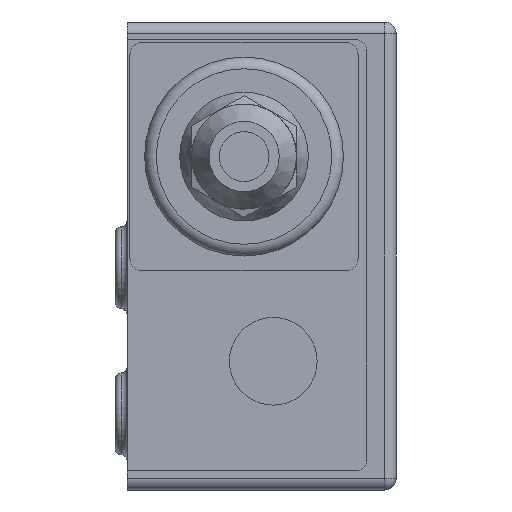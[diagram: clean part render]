
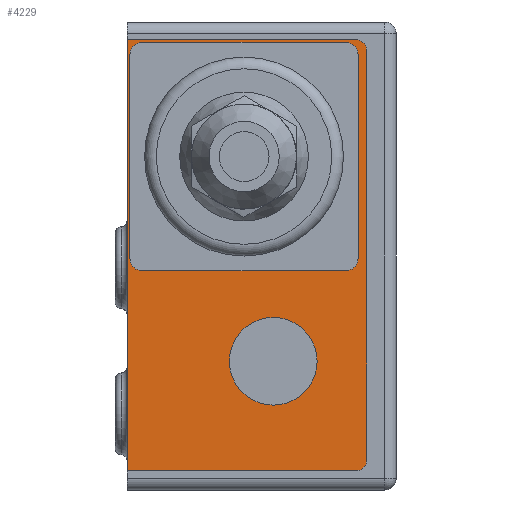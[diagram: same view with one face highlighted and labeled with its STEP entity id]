
A CAD part, front view. The second image highlights one B-rep face of the part: STEP entity #4229.
In plain terms, the highlighted planar face has unit normal (0, -1, 0).
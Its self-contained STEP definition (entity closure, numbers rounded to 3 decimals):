
#87=FACE_BOUND('',#678,.T.);
#88=FACE_BOUND('',#679,.T.);
#202=PLANE('',#4641);
#418=FACE_OUTER_BOUND('',#677,.T.);
#677=EDGE_LOOP('',(#3525,#3526,#3527,#3528,#3529,#3530));
#678=EDGE_LOOP('',(#3531,#3532,#3533,#3534,#3535,#3536,#3537,#3538));
#679=EDGE_LOOP('',(#3539,#3540));
#872=LINE('',#6357,#1263);
#964=LINE('',#6835,#1355);
#968=LINE('',#6847,#1359);
#972=LINE('',#6859,#1363);
#976=LINE('',#6870,#1367);
#981=LINE('',#6889,#1372);
#985=LINE('',#6901,#1376);
#988=LINE('',#6910,#1379);
#1263=VECTOR('',#5120,10.);
#1355=VECTOR('',#5488,10.);
#1359=VECTOR('',#5500,10.);
#1363=VECTOR('',#5512,10.);
#1367=VECTOR('',#5524,10.);
#1372=VECTOR('',#5545,10.);
#1376=VECTOR('',#5557,10.);
#1379=VECTOR('',#5568,10.);
#1704=CIRCLE('',#4610,2.);
#1706=CIRCLE('',#4614,2.);
#1708=CIRCLE('',#4618,2.);
#1710=CIRCLE('',#4622,2.);
#1712=CIRCLE('',#4627,7.5);
#1713=CIRCLE('',#4628,7.5);
#1717=CIRCLE('',#4635,2.);
#1719=CIRCLE('',#4639,2.);
#1855=VERTEX_POINT('',#6326);
#1870=VERTEX_POINT('',#6355);
#2000=VERTEX_POINT('',#6825);
#2001=VERTEX_POINT('',#6826);
#2004=VERTEX_POINT('',#6834);
#2006=VERTEX_POINT('',#6840);
#2008=VERTEX_POINT('',#6846);
#2010=VERTEX_POINT('',#6852);
#2012=VERTEX_POINT('',#6858);
#2014=VERTEX_POINT('',#6864);
#2016=VERTEX_POINT('',#6874);
#2017=VERTEX_POINT('',#6875);
#2021=VERTEX_POINT('',#6887);
#2023=VERTEX_POINT('',#6893);
#2025=VERTEX_POINT('',#6899);
#2027=VERTEX_POINT('',#6905);
#2328=EDGE_CURVE('',#1870,#1855,#872,.T.);
#2520=EDGE_CURVE('',#2000,#2001,#1704,.T.);
#2524=EDGE_CURVE('',#2001,#2004,#964,.T.);
#2527=EDGE_CURVE('',#2004,#2006,#1706,.T.);
#2530=EDGE_CURVE('',#2006,#2008,#968,.T.);
#2533=EDGE_CURVE('',#2008,#2010,#1708,.T.);
#2536=EDGE_CURVE('',#2010,#2012,#972,.T.);
#2539=EDGE_CURVE('',#2012,#2014,#1710,.T.);
#2542=EDGE_CURVE('',#2014,#2000,#976,.T.);
#2544=EDGE_CURVE('',#2016,#2017,#1712,.T.);
#2545=EDGE_CURVE('',#2017,#2016,#1713,.T.);
#2551=EDGE_CURVE('',#2021,#1870,#981,.T.);
#2554=EDGE_CURVE('',#2023,#2021,#1717,.T.);
#2557=EDGE_CURVE('',#2025,#2023,#985,.T.);
#2560=EDGE_CURVE('',#2027,#2025,#1719,.T.);
#2562=EDGE_CURVE('',#1855,#2027,#988,.T.);
#3525=ORIENTED_EDGE('',*,*,#2562,.F.);
#3526=ORIENTED_EDGE('',*,*,#2328,.F.);
#3527=ORIENTED_EDGE('',*,*,#2551,.F.);
#3528=ORIENTED_EDGE('',*,*,#2554,.F.);
#3529=ORIENTED_EDGE('',*,*,#2557,.F.);
#3530=ORIENTED_EDGE('',*,*,#2560,.F.);
#3531=ORIENTED_EDGE('',*,*,#2520,.T.);
#3532=ORIENTED_EDGE('',*,*,#2524,.T.);
#3533=ORIENTED_EDGE('',*,*,#2527,.T.);
#3534=ORIENTED_EDGE('',*,*,#2530,.T.);
#3535=ORIENTED_EDGE('',*,*,#2533,.T.);
#3536=ORIENTED_EDGE('',*,*,#2536,.T.);
#3537=ORIENTED_EDGE('',*,*,#2539,.T.);
#3538=ORIENTED_EDGE('',*,*,#2542,.T.);
#3539=ORIENTED_EDGE('',*,*,#2544,.T.);
#3540=ORIENTED_EDGE('',*,*,#2545,.T.);
#4229=ADVANCED_FACE('',(#418,#87,#88),#202,.T.);
#4610=AXIS2_PLACEMENT_3D('',#6827,#5480,#5481);
#4614=AXIS2_PLACEMENT_3D('',#6841,#5493,#5494);
#4618=AXIS2_PLACEMENT_3D('',#6853,#5505,#5506);
#4622=AXIS2_PLACEMENT_3D('',#6865,#5517,#5518);
#4627=AXIS2_PLACEMENT_3D('',#6876,#5530,#5531);
#4628=AXIS2_PLACEMENT_3D('',#6877,#5532,#5533);
#4635=AXIS2_PLACEMENT_3D('',#6895,#5551,#5552);
#4639=AXIS2_PLACEMENT_3D('',#6907,#5563,#5564);
#4641=AXIS2_PLACEMENT_3D('',#6911,#5569,#5570);
#5120=DIRECTION('',(0.,0.,1.));
#5480=DIRECTION('center_axis',(0.,1.,0.));
#5481=DIRECTION('ref_axis',(-1.,0.,0.));
#5488=DIRECTION('',(0.,0.,1.));
#5493=DIRECTION('center_axis',(0.,1.,0.));
#5494=DIRECTION('ref_axis',(0.,0.,1.));
#5500=DIRECTION('',(1.,0.,0.));
#5505=DIRECTION('center_axis',(0.,1.,0.));
#5506=DIRECTION('ref_axis',(1.,0.,0.));
#5512=DIRECTION('',(0.,0.,-1.));
#5517=DIRECTION('center_axis',(0.,1.,0.));
#5518=DIRECTION('ref_axis',(0.,0.,-1.));
#5524=DIRECTION('',(-1.,0.,0.));
#5530=DIRECTION('center_axis',(0.,1.,0.));
#5531=DIRECTION('ref_axis',(1.,0.,0.));
#5532=DIRECTION('center_axis',(0.,1.,0.));
#5533=DIRECTION('ref_axis',(1.,0.,0.));
#5545=DIRECTION('',(-1.,0.,0.));
#5551=DIRECTION('center_axis',(0.,1.,0.));
#5552=DIRECTION('ref_axis',(0.,0.,-1.));
#5557=DIRECTION('',(0.,0.,-1.));
#5563=DIRECTION('center_axis',(0.,1.,0.));
#5564=DIRECTION('ref_axis',(1.,0.,0.));
#5568=DIRECTION('',(1.,0.,0.));
#5569=DIRECTION('center_axis',(0.,-1.,0.));
#5570=DIRECTION('ref_axis',(0.,0.,-1.));
#6326=CARTESIAN_POINT('',(0.,-29.5,37.));
#6355=CARTESIAN_POINT('',(0.,-29.5,-36.74));
#6357=CARTESIAN_POINT('',(0.,-29.5,0.065));
#6825=CARTESIAN_POINT('',(2.5,-29.5,-2.5));
#6826=CARTESIAN_POINT('',(0.5,-29.5,-0.5));
#6827=CARTESIAN_POINT('Origin',(2.5,-29.5,-0.5));
#6834=CARTESIAN_POINT('',(0.5,-29.5,34.5));
#6835=CARTESIAN_POINT('',(0.5,-29.5,17.315));
#6840=CARTESIAN_POINT('',(2.5,-29.5,36.5));
#6841=CARTESIAN_POINT('Origin',(2.5,-29.5,34.5));
#6846=CARTESIAN_POINT('',(37.5,-29.5,36.5));
#6847=CARTESIAN_POINT('',(29.,-29.5,36.5));
#6852=CARTESIAN_POINT('',(39.5,-29.5,34.5));
#6853=CARTESIAN_POINT('Origin',(37.5,-29.5,34.5));
#6858=CARTESIAN_POINT('',(39.5,-29.5,-0.5));
#6859=CARTESIAN_POINT('',(39.5,-29.5,-0.185));
#6864=CARTESIAN_POINT('',(37.5,-29.5,-2.5));
#6865=CARTESIAN_POINT('Origin',(37.5,-29.5,-0.5));
#6870=CARTESIAN_POINT('',(11.5,-29.5,-2.5));
#6874=CARTESIAN_POINT('',(32.5,-29.5,-18.));
#6875=CARTESIAN_POINT('',(17.5,-29.5,-18.));
#6876=CARTESIAN_POINT('Origin',(25.,-29.5,-18.));
#6877=CARTESIAN_POINT('Origin',(25.,-29.5,-18.));
#6887=CARTESIAN_POINT('',(39.,-29.5,-36.74));
#6889=CARTESIAN_POINT('',(0.,-29.5,-36.74));
#6893=CARTESIAN_POINT('',(41.,-29.5,-34.74));
#6895=CARTESIAN_POINT('Origin',(39.,-29.5,-34.74));
#6899=CARTESIAN_POINT('',(41.,-29.5,35.));
#6901=CARTESIAN_POINT('',(41.,-29.5,-34.74));
#6905=CARTESIAN_POINT('',(39.,-29.5,37.));
#6907=CARTESIAN_POINT('Origin',(39.,-29.5,35.));
#6910=CARTESIAN_POINT('',(39.,-29.5,37.));
#6911=CARTESIAN_POINT('Origin',(20.5,-29.5,0.13));
